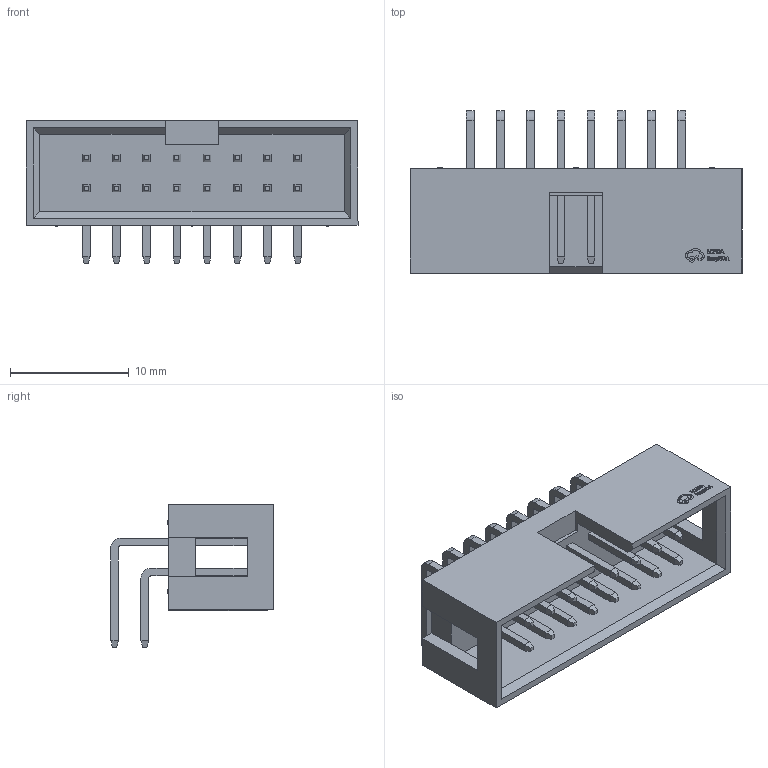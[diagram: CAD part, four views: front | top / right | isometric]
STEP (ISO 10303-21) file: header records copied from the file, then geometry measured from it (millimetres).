
FILE_DESCRIPTION (( 'STEP AP214' ), '1' );
FILE_NAME ('HDR-TH_16P-P2.54-H-F-R2-C8-W9.0.STEP', '2024-01-23T11:50:45', ( 'User' ), ( 'China' ), 'SwSTEP 2.0', 'SolidWorks 2020', '' );
FILE_SCHEMA (( 'AUTOMOTIVE_DESIGN' ));
Length unit declared in the file: millimetre
Products named in the file (1): HDR-TH_16P-P2.54-H-F-R2-C8-W9.0
Bounding box: 27.92 x 13.66 x 12.01 mm (x, y, z)
Volume: 1088.8 mm3; surface area: 2122.4 mm2
Topology: 1 solids, 1 shells, 629 faces, 1586 edges, 1012 vertices
Faces by surface type: plane 484, bspline 98, cylinder 47
Entity records: 25939 total; most frequent: CARTESIAN_POINT 4534, ORIENTED_EDGE 3172, DIRECTION 2544, EDGE_CURVE 1586, LINE 1292, VECTOR 1292, VERTEX_POINT 1012, EDGE_LOOP 686
